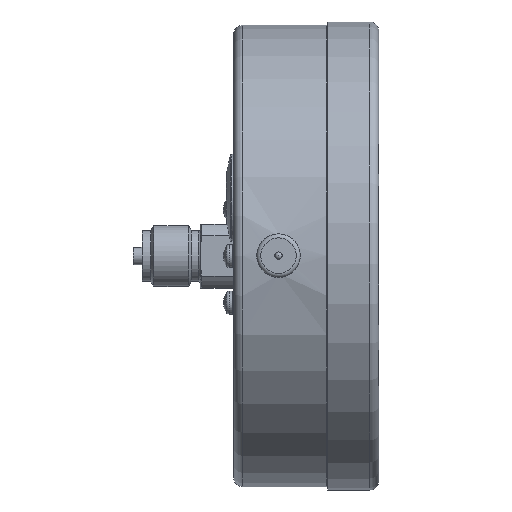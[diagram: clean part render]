
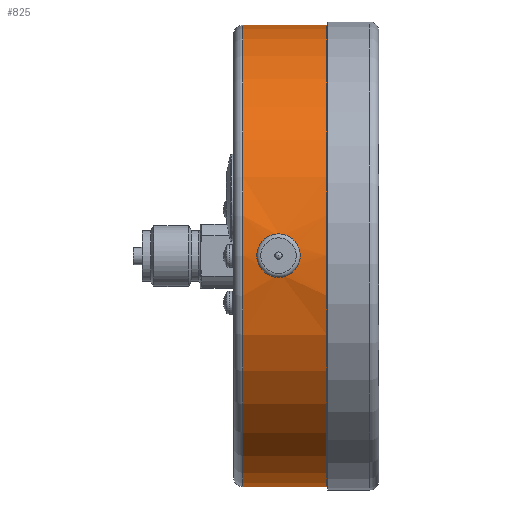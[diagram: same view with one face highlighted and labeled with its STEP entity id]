
A CAD part, top view. The second image highlights one B-rep face of the part: STEP entity #825.
In plain terms, the highlighted cylindrical face has radius 79.5 mm (diameter 159 mm), a full revolution.
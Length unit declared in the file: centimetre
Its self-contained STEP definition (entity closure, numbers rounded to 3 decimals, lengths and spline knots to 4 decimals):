
#51=CYLINDRICAL_SURFACE('',#936,7.95);
#73=LINE('',#1933,#87);
#74=LINE('',#1935,#88);
#87=VECTOR('',#1074,0.09);
#88=VECTOR('',#1075,0.09);
#133=FACE_BOUND('',#295,.T.);
#134=FACE_BOUND('',#296,.T.);
#142=B_SPLINE_CURVE_WITH_KNOTS('',3,(#1891,#1892,#1893,#1894,#1895,#1896,
#1897,#1898,#1899,#1900,#1901,#1902,#1903,#1904,#1905,#1906,#1907,#1908,
#1909),.UNSPECIFIED.,.F.,.F.,(4,2,2,2,3,2,2,2,4),(2.9848,3.2336,
3.4823,3.731,3.9798,4.2285,4.4772,
4.726,4.9747),.UNSPECIFIED.);
#143=B_SPLINE_CURVE_WITH_KNOTS('',3,(#1912,#1913,#1914,#1915,#1916,#1917,
#1918,#1919,#1920,#1921,#1922,#1923,#1924,#1925,#1926,#1927,#1928,#1929),
 .UNSPECIFIED.,.F.,.F.,(4,2,2,2,2,2,2,2,4),(0.9949,1.2437,
1.4924,1.7412,1.9899,2.2386,2.4874,
2.7361,2.9848),.UNSPECIFIED.);
#201=FACE_OUTER_BOUND('',#294,.T.);
#294=EDGE_LOOP('',(#681));
#295=EDGE_LOOP('',(#682,#683,#684,#685,#686,#687));
#296=EDGE_LOOP('',(#688));
#349=CIRCLE('',#935,7.95);
#350=CIRCLE('',#937,7.95);
#397=VERTEX_POINT('',#1889);
#398=VERTEX_POINT('',#1890);
#399=VERTEX_POINT('',#1932);
#400=VERTEX_POINT('',#1934);
#418=VERTEX_POINT('',#2012);
#419=VERTEX_POINT('',#2015);
#474=EDGE_CURVE('',#397,#398,#142,.T.);
#476=EDGE_CURVE('',#398,#397,#143,.T.);
#478=EDGE_CURVE('',#399,#397,#73,.T.);
#479=EDGE_CURVE('',#398,#400,#74,.T.);
#507=EDGE_CURVE('',#418,#418,#349,.T.);
#508=EDGE_CURVE('',#419,#419,#350,.T.);
#681=ORIENTED_EDGE('',*,*,#508,.F.);
#682=ORIENTED_EDGE('',*,*,#479,.T.);
#683=ORIENTED_EDGE('',*,*,#479,.F.);
#684=ORIENTED_EDGE('',*,*,#476,.T.);
#685=ORIENTED_EDGE('',*,*,#478,.F.);
#686=ORIENTED_EDGE('',*,*,#478,.T.);
#687=ORIENTED_EDGE('',*,*,#474,.T.);
#688=ORIENTED_EDGE('',*,*,#507,.T.);
#825=ADVANCED_FACE('',(#201,#133,#134),#51,.T.);
#935=AXIS2_PLACEMENT_3D('',#2013,#1167,#1168);
#936=AXIS2_PLACEMENT_3D('',#2014,#1169,#1170);
#937=AXIS2_PLACEMENT_3D('',#2016,#1171,#1172);
#1074=DIRECTION('',(-1.,0.,0.));
#1075=DIRECTION('',(-1.,0.,0.));
#1167=DIRECTION('center_axis',(-1.,0.,0.));
#1168=DIRECTION('ref_axis',(0.,1.,0.));
#1169=DIRECTION('center_axis',(-1.,0.,0.));
#1170=DIRECTION('ref_axis',(0.,1.,0.));
#1171=DIRECTION('center_axis',(-1.,0.,0.));
#1172=DIRECTION('ref_axis',(0.,1.,0.));
#1889=CARTESIAN_POINT('',(2.21,0.,7.95));
#1890=CARTESIAN_POINT('',(0.89,0.,7.95));
#1891=CARTESIAN_POINT('Ctrl Pts',(2.21,0.,7.95));
#1892=CARTESIAN_POINT('Ctrl Pts',(2.21,-0.0829,7.95));
#1893=CARTESIAN_POINT('Ctrl Pts',(2.1934,-0.1713,7.9486));
#1894=CARTESIAN_POINT('Ctrl Pts',(2.1261,-0.3339,7.9434));
#1895=CARTESIAN_POINT('Ctrl Pts',(2.0753,-0.4081,7.9397));
#1896=CARTESIAN_POINT('Ctrl Pts',(1.9581,-0.5253,7.9328));
#1897=CARTESIAN_POINT('Ctrl Pts',(1.8839,-0.5761,7.9292));
#1898=CARTESIAN_POINT('Ctrl Pts',(1.7213,-0.6434,7.924));
#1899=CARTESIAN_POINT('Ctrl Pts',(1.6329,-0.66,7.9226));
#1900=CARTESIAN_POINT('Ctrl Pts',(1.55,-0.66,7.9226));
#1901=CARTESIAN_POINT('Ctrl Pts',(1.4671,-0.66,7.9226));
#1902=CARTESIAN_POINT('Ctrl Pts',(1.3787,-0.6434,7.924));
#1903=CARTESIAN_POINT('Ctrl Pts',(1.2161,-0.5761,7.9292));
#1904=CARTESIAN_POINT('Ctrl Pts',(1.1419,-0.5253,7.9328));
#1905=CARTESIAN_POINT('Ctrl Pts',(1.0247,-0.4081,7.9397));
#1906=CARTESIAN_POINT('Ctrl Pts',(0.9739,-0.3339,
7.9434));
#1907=CARTESIAN_POINT('Ctrl Pts',(0.9066,-0.1713,
7.9486));
#1908=CARTESIAN_POINT('Ctrl Pts',(0.89,-0.0829,
7.95));
#1909=CARTESIAN_POINT('Ctrl Pts',(0.89,0.,
7.95));
#1912=CARTESIAN_POINT('Ctrl Pts',(0.89,0.,
7.95));
#1913=CARTESIAN_POINT('Ctrl Pts',(0.89,0.0829,
7.95));
#1914=CARTESIAN_POINT('Ctrl Pts',(0.9066,0.1713,7.9486));
#1915=CARTESIAN_POINT('Ctrl Pts',(0.9739,0.3339,7.9434));
#1916=CARTESIAN_POINT('Ctrl Pts',(1.0247,0.4081,7.9397));
#1917=CARTESIAN_POINT('Ctrl Pts',(1.1419,0.5253,7.9328));
#1918=CARTESIAN_POINT('Ctrl Pts',(1.2161,0.5761,7.9292));
#1919=CARTESIAN_POINT('Ctrl Pts',(1.3787,0.6434,7.924));
#1920=CARTESIAN_POINT('Ctrl Pts',(1.4671,0.66,7.9226));
#1921=CARTESIAN_POINT('Ctrl Pts',(1.6329,0.66,7.9226));
#1922=CARTESIAN_POINT('Ctrl Pts',(1.7213,0.6434,7.924));
#1923=CARTESIAN_POINT('Ctrl Pts',(1.8839,0.5761,7.9292));
#1924=CARTESIAN_POINT('Ctrl Pts',(1.9581,0.5253,7.9328));
#1925=CARTESIAN_POINT('Ctrl Pts',(2.0753,0.4081,7.9397));
#1926=CARTESIAN_POINT('Ctrl Pts',(2.1261,0.3339,7.9434));
#1927=CARTESIAN_POINT('Ctrl Pts',(2.1934,0.1713,7.9486));
#1928=CARTESIAN_POINT('Ctrl Pts',(2.21,0.0829,7.95));
#1929=CARTESIAN_POINT('Ctrl Pts',(2.21,0.,7.95));
#1932=CARTESIAN_POINT('',(2.3,0.,7.95));
#1933=CARTESIAN_POINT('',(1.765,0.,7.95));
#1934=CARTESIAN_POINT('',(0.8,0.,7.95));
#1935=CARTESIAN_POINT('',(1.765,0.,7.95));
#2012=CARTESIAN_POINT('',(3.205,7.95,0.));
#2013=CARTESIAN_POINT('Origin',(3.205,0.,
0.));
#2014=CARTESIAN_POINT('Origin',(1.765,0.,
0.));
#2015=CARTESIAN_POINT('',(0.325,7.95,0.));
#2016=CARTESIAN_POINT('Origin',(0.325,0.,
0.));
